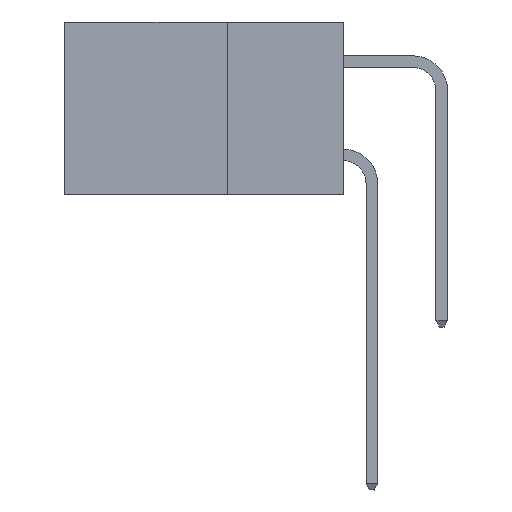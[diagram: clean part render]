
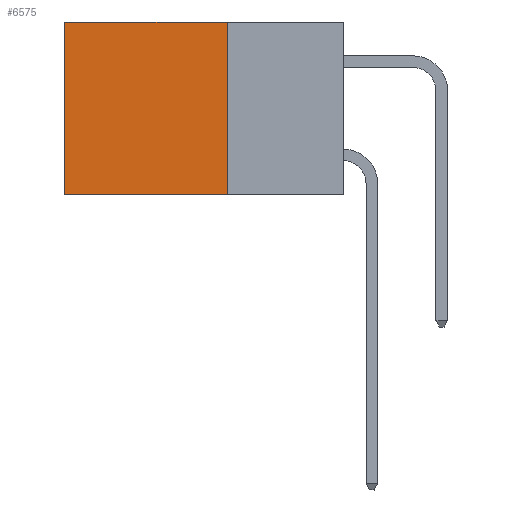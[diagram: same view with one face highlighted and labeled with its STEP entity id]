
A CAD part, left-side view. The second image highlights one B-rep face of the part: STEP entity #6575.
In plain terms, the highlighted planar face has unit normal (-1, 0, 0).
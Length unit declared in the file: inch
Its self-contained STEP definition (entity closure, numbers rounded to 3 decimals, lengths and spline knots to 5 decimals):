
#392 = CARTESIAN_POINT ( 'NONE',  ( 0.298, 0.6, 0. ) ) ;
#699 = VERTEX_POINT ( 'NONE', #10082 ) ;
#1097 = DIRECTION ( 'NONE',  ( 0., 0., -1. ) ) ;
#1772 = CARTESIAN_POINT ( 'NONE',  ( 0.298, 0.25, -0.37 ) ) ;
#1805 = EDGE_CURVE ( 'NONE', #699, #6826, #7347, .T. ) ;
#2226 = LINE ( 'NONE', #1772, #9078 ) ;
#3312 = LINE ( 'NONE', #392, #6734 ) ;
#4325 = ORIENTED_EDGE ( 'NONE', *, *, #5411, .T. ) ;
#4664 = DIRECTION ( 'NONE',  ( 0., 1., 0. ) ) ;
#5346 = VECTOR ( 'NONE', #4664, 39.37008 ) ;
#5411 = EDGE_CURVE ( 'NONE', #699, #5938, #12795, .T. ) ;
#5756 = PLANE ( 'NONE',  #5906 ) ;
#5798 = VERTEX_POINT ( 'NONE', #12405 ) ;
#5906 = AXIS2_PLACEMENT_3D ( 'NONE', #11365, #10997, #10958 ) ;
#5938 = VERTEX_POINT ( 'NONE', #13321 ) ;
#6100 = CARTESIAN_POINT ( 'NONE',  ( 0.298, 0.25, 0. ) ) ;
#6445 = VECTOR ( 'NONE', #1097, 39.37008 ) ;
#6575 = ADVANCED_FACE ( 'NONE', ( #14582 ), #5756, .F. ) ;
#6734 = VECTOR ( 'NONE', #10676, 39.37008 ) ;
#6826 = VERTEX_POINT ( 'NONE', #16846 ) ;
#7347 = LINE ( 'NONE', #15941, #6445 ) ;
#9078 = VECTOR ( 'NONE', #13598, 39.37008 ) ;
#10082 = CARTESIAN_POINT ( 'NONE',  ( 0.298, 0.25, 0. ) ) ;
#10491 = ORIENTED_EDGE ( 'NONE', *, *, #15727, .F. ) ;
#10676 = DIRECTION ( 'NONE',  ( 0., 0., -1. ) ) ;
#10818 = ORIENTED_EDGE ( 'NONE', *, *, #11047, .T. ) ;
#10958 = DIRECTION ( 'NONE',  ( 0., 0., -1. ) ) ;
#10997 = DIRECTION ( 'NONE',  ( 1., 0., 0. ) ) ;
#11047 = EDGE_CURVE ( 'NONE', #5938, #5798, #3312, .T. ) ;
#11365 = CARTESIAN_POINT ( 'NONE',  ( 0.298, 0.25, 0. ) ) ;
#12094 = ORIENTED_EDGE ( 'NONE', *, *, #1805, .F. ) ;
#12405 = CARTESIAN_POINT ( 'NONE',  ( 0.298, 0.6, -0.37 ) ) ;
#12795 = LINE ( 'NONE', #6100, #5346 ) ;
#13321 = CARTESIAN_POINT ( 'NONE',  ( 0.298, 0.6, 0. ) ) ;
#13598 = DIRECTION ( 'NONE',  ( 0., 1., 0. ) ) ;
#14582 = FACE_OUTER_BOUND ( 'NONE', #15251, .T. ) ;
#15251 = EDGE_LOOP ( 'NONE', ( #10818, #10491, #12094, #4325 ) ) ;
#15727 = EDGE_CURVE ( 'NONE', #6826, #5798, #2226, .T. ) ;
#15941 = CARTESIAN_POINT ( 'NONE',  ( 0.298, 0.25, 0. ) ) ;
#16846 = CARTESIAN_POINT ( 'NONE',  ( 0.298, 0.25, -0.37 ) ) ;
